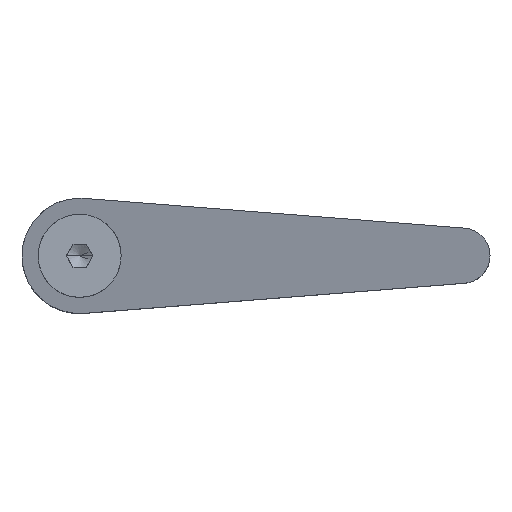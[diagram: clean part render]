
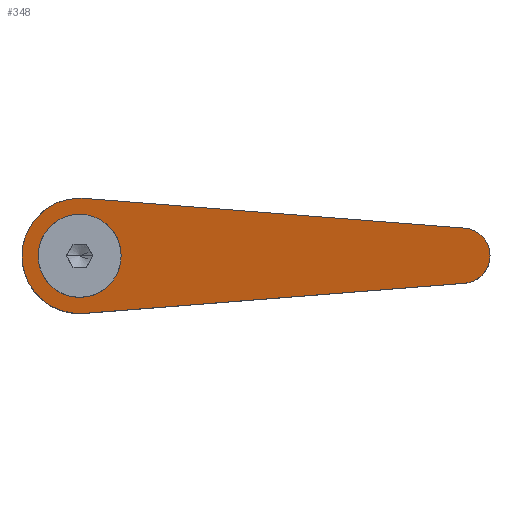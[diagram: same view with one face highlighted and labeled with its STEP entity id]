
A CAD part, top view. The second image highlights one B-rep face of the part: STEP entity #348.
In plain terms, the highlighted planar face has unit normal (-0.26, 0, 0.966).
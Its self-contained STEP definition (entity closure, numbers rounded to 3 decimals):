
#230=VERTEX_POINT('',#641);
#256=EDGE_CURVE('',#230,#560,#669,.T.);
#300=VERTEX_POINT('',#715);
#322=EDGE_CURVE('',#300,#440,#738,.T.);
#328=EDGE_CURVE('',#382,#300,#744,.T.);
#334=EDGE_CURVE('',#528,#420,#751,.T.);
#348=ADVANCED_FACE('',(#767,#768),#769,.F.);
#382=VERTEX_POINT('',#809);
#406=EDGE_CURVE('',#420,#382,#836,.T.);
#420=VERTEX_POINT('',#855);
#440=VERTEX_POINT('',#876);
#452=EDGE_CURVE('',#530,#230,#888,.T.);
#488=EDGE_CURVE('',#560,#530,#930,.T.);
#528=VERTEX_POINT('',#973);
#530=VERTEX_POINT('',#975);
#544=EDGE_CURVE('',#440,#528,#989,.T.);
#560=VERTEX_POINT('',#1009);
#641=CARTESIAN_POINT('',(-0.216,8.997,102.707));
#669=ELLIPSE('',#1131,9.32,9.0);
#715=CARTESIAN_POINT('',(83.47,-5.982,125.239));
#738=ELLIPSE('',#1251,6.214,6.);
#744=LINE('',#1262,#1263);
#751=ELLIPSE('',#1273,12.945,12.5);
#767=FACE_BOUND('',#1292,.T.);
#768=FACE_OUTER_BOUND('',#1293,.T.);
#769=PLANE('',#1294);
#809=CARTESIAN_POINT('',(0.979,-12.462,103.029));
#836=ELLIPSE('',#1390,12.945,12.5);
#855=CARTESIAN_POINT('',(-12.5,0.,99.4));
#876=CARTESIAN_POINT('',(83.47,5.982,125.239));
#888=ELLIPSE('',#1468,9.32,9.0);
#930=ELLIPSE('',#1522,9.32,9.0);
#973=CARTESIAN_POINT('',(0.979,12.462,103.029));
#975=CARTESIAN_POINT('',(0.,9.,102.765));
#989=LINE('',#1632,#1633);
#1009=CARTESIAN_POINT('',(0.,-9.,102.765));
#1131=AXIS2_PLACEMENT_3D('',#1794,#1795,#1796);
#1251=AXIS2_PLACEMENT_3D('',#1847,#1848,#1849);
#1262=CARTESIAN_POINT('',(84.939,-5.866,125.634));
#1263=VECTOR('',#1852,1.0);
#1273=AXIS2_PLACEMENT_3D('',#1862,#1863,#1864);
#1292=EDGE_LOOP('',(#1885,#1886,#1887));
#1293=EDGE_LOOP('',(#1888,#1889,#1890,#1891,#1892));
#1294=AXIS2_PLACEMENT_3D('',#1893,#1894,#1895);
#1390=AXIS2_PLACEMENT_3D('',#1982,#1983,#1984);
#1468=AXIS2_PLACEMENT_3D('',#2047,#2048,#2049);
#1522=AXIS2_PLACEMENT_3D('',#2109,#2110,#2111);
#1632=CARTESIAN_POINT('',(46.465,8.888,115.276));
#1633=VECTOR('',#2156,1.0);
#1794=CARTESIAN_POINT('',(0.,0.,102.765));
#1795=DIRECTION('',(-0.26,0.,0.966));
#1796=DIRECTION('',(-0.966,0.0,-0.26));
#1847=CARTESIAN_POINT('',(83.0,0.0,125.112));
#1848=DIRECTION('',(-0.26,0.,0.966));
#1849=DIRECTION('',(0.966,0.,0.26));
#1852=DIRECTION('',(0.963,0.076,0.259));
#1862=CARTESIAN_POINT('',(0.,0.,102.765));
#1863=DIRECTION('',(-0.26,0.,0.966));
#1864=DIRECTION('',(-0.966,0.,-0.26));
#1885=ORIENTED_EDGE('',*,*,#256,.F.);
#1886=ORIENTED_EDGE('',*,*,#452,.F.);
#1887=ORIENTED_EDGE('',*,*,#488,.F.);
#1888=ORIENTED_EDGE('',*,*,#334,.T.);
#1889=ORIENTED_EDGE('',*,*,#406,.T.);
#1890=ORIENTED_EDGE('',*,*,#328,.T.);
#1891=ORIENTED_EDGE('',*,*,#322,.T.);
#1892=ORIENTED_EDGE('',*,*,#544,.T.);
#1893=CARTESIAN_POINT('',(40.277,0.,113.61));
#1894=DIRECTION('',(0.26,0.,-0.966));
#1895=DIRECTION('',(0.251,0.966,0.068));
#1982=CARTESIAN_POINT('',(0.,0.,102.765));
#1983=DIRECTION('',(-0.26,0.,0.966));
#1984=DIRECTION('',(-0.966,0.,-0.26));
#2047=CARTESIAN_POINT('',(0.,0.,102.765));
#2048=DIRECTION('',(-0.26,0.,0.966));
#2049=DIRECTION('',(-0.966,0.0,-0.26));
#2109=CARTESIAN_POINT('',(0.,0.,102.765));
#2110=DIRECTION('',(-0.26,0.,0.966));
#2111=DIRECTION('',(-0.966,0.0,-0.26));
#2156=DIRECTION('',(-0.963,0.076,-0.259));
